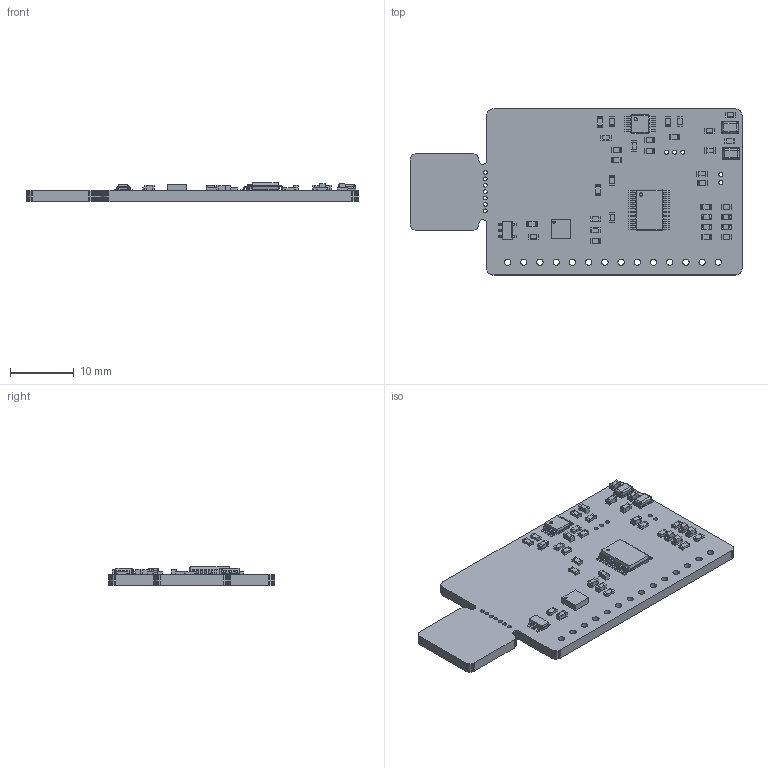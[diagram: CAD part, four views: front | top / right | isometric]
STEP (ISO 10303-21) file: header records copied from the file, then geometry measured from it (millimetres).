
FILE_DESCRIPTION(('KiCad electronic assembly'),'2;1');
FILE_NAME('dml10.step','2024-02-05T18:41:26',('Pcbnew'),('Kicad'), 'Open CASCADE STEP processor 7.7','KiCad to STEP converter','Unknown' );
FILE_SCHEMA(('AUTOMOTIVE_DESIGN { 1 0 10303 214 1 1 1 1 }'));
Length unit declared in the file: millimetre
Products named in the file (18): dml10 1; R_0603_1608Metric; SOLID; C_0603_1608Metric; CUI_DEVICES_CMM-2718AB-383161-TR; MSOP-8_3x3mm_P0.65mm; LED_0603_1608Metric; TSSOP-20_4.4x6.5mm_P0.65mm; LGA-16_3x3mm_P0.5mm_LayoutBorder3x5y; TSOT-23-5; dml10 PCB
Assembly tree (48 placements, depth 3):
  dml10 1
    R_0603_1608Metric  x17
      SOLID
    C_0603_1608Metric  x12
      SOLID
    CUI_DEVICES_CMM-2718AB-383161-TR  x2
      SOLID
    MSOP-8_3x3mm_P0.65mm
      SOLID
    LED_0603_1608Metric  x4
      SOLID
    TSSOP-20_4.4x6.5mm_P0.65mm
      SOLID
    LGA-16_3x3mm_P0.5mm_LayoutBorder3x5y
      SOLID
    TSOT-23-5
      SOLID
    dml10 PCB
Bounding box: 52 x 26 x 2.85 mm (x, y, z)
Volume: 1946.2 mm3; surface area: 3094.6 mm2
Topology: 40 solids, 42 shells, 1912 faces, 4965 edges, 3198 vertices
Faces by surface type: plane 1277, cylinder 514, bspline 105, sphere 16
Full cylindrical faces by diameter (mm): 0.35 x2, 0.5 x2, 0.6 x7, 0.65 x5, 1 x14
Entity records: 70244 total; most frequent: CARTESIAN_POINT 13154, DIRECTION 9373, LINE 6498, VECTOR 6498, ORIENTED_EDGE 5116, PCURVE 5116, DEFINITIONAL_REPRESENTATION 5116, EDGE_CURVE 2558
